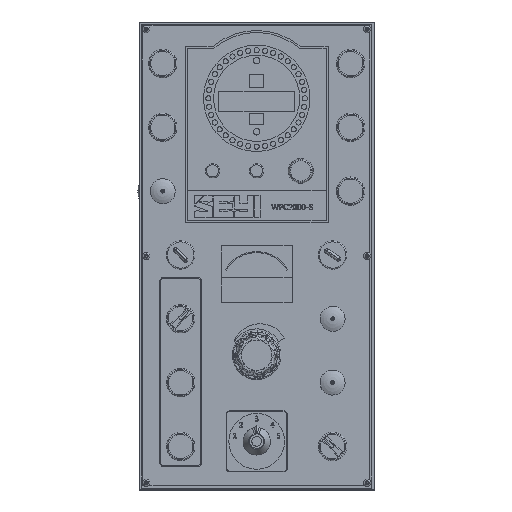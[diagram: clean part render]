
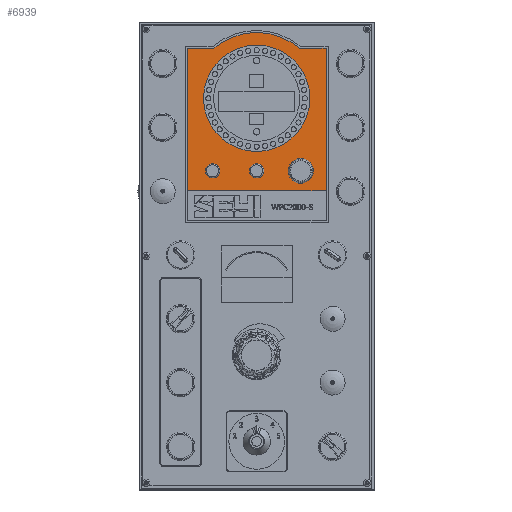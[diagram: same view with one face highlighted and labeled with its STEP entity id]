
A CAD part, top view. The second image highlights one B-rep face of the part: STEP entity #6939.
In plain terms, the highlighted planar face has unit normal (0, 0, 1).
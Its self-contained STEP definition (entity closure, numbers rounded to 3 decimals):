
#195 = EDGE_CURVE ( 'NONE', #16169, #9845, #7993, .T. ) ;
#296 = EDGE_CURVE ( 'NONE', #4063, #16169, #3571, .T. ) ;
#745 = VERTEX_POINT ( 'NONE', #26430 ) ;
#957 = CARTESIAN_POINT ( 'NONE',  ( -110.14, 200.403, 43.11 ) ) ;
#1006 = DIRECTION ( 'NONE',  ( 0., 0., 1. ) ) ;
#1316 = EDGE_CURVE ( 'NONE', #17694, #19453, #14806, .T. ) ;
#1440 = AXIS2_PLACEMENT_3D ( 'NONE', #27079, #7746, #32318 ) ;
#1652 = PLANE ( 'NONE',  #18549 ) ;
#1889 = DIRECTION ( 'NONE',  ( 1., 0., 0. ) ) ;
#2422 = ORIENTED_EDGE ( 'NONE', *, *, #26248, .F. ) ;
#2867 = ORIENTED_EDGE ( 'NONE', *, *, #19925, .F. ) ;
#3277 = AXIS2_PLACEMENT_3D ( 'NONE', #12308, #22763, #9177 ) ;
#3571 = LINE ( 'NONE', #26558, #15766 ) ;
#3695 = VECTOR ( 'NONE', #26534, 1000. ) ;
#3789 = CARTESIAN_POINT ( 'NONE',  ( -220.864, 200.403, 43.11 ) ) ;
#4063 = VERTEX_POINT ( 'NONE', #28388 ) ;
#4227 = CARTESIAN_POINT ( 'NONE',  ( -178.673, 59.956, 43.11 ) ) ;
#4314 = CARTESIAN_POINT ( 'NONE',  ( -136.483, 200.403, 43.11 ) ) ;
#4516 = VECTOR ( 'NONE', #31619, 1000. ) ;
#4780 = CARTESIAN_POINT ( 'NONE',  ( -143.323, 74.149, 43.11 ) ) ;
#4859 = CIRCLE ( 'NONE', #1440, 9.65 ) ;
#5236 = CIRCLE ( 'NONE', #12604, 52.5 ) ;
#5348 = CARTESIAN_POINT ( 'NONE',  ( -178.673, -4.684, 43.11 ) ) ;
#5872 = FACE_BOUND ( 'NONE', #7209, .T. ) ;
#5897 = CARTESIAN_POINT ( 'NONE',  ( -178.673, 200.403, 43.11 ) ) ;
#6405 = LINE ( 'NONE', #23654, #31190 ) ;
#6939 = ADVANCED_FACE ( 'NONE', ( #29387, #5872, #28880, #22079, #23634 ), #1652, .T. ) ;
#7209 = EDGE_LOOP ( 'NONE', ( #8783, #11441, #20825, #18230 ) ) ;
#7746 = DIRECTION ( 'NONE',  ( 0., 0., 1. ) ) ;
#7838 = EDGE_CURVE ( 'NONE', #27467, #4063, #4859, .T. ) ;
#7993 = CIRCLE ( 'NONE', #17594, 9.65 ) ;
#8423 = DIRECTION ( 'NONE',  ( 1., 0., 0. ) ) ;
#8783 = ORIENTED_EDGE ( 'NONE', *, *, #7838, .F. ) ;
#8873 = ORIENTED_EDGE ( 'NONE', *, *, #1316, .F. ) ;
#9081 = EDGE_CURVE ( 'NONE', #19453, #32227, #11349, .T. ) ;
#9177 = DIRECTION ( 'NONE',  ( 1., 0., 0. ) ) ;
#9219 = VECTOR ( 'NONE', #8423, 1000. ) ;
#9752 = CARTESIAN_POINT ( 'NONE',  ( -172.173, 79.316, 43.11 ) ) ;
#9845 = VERTEX_POINT ( 'NONE', #25246 ) ;
#11017 = EDGE_CURVE ( 'NONE', #11882, #27972, #6405, .T. ) ;
#11349 = CIRCLE ( 'NONE', #32207, 65. ) ;
#11441 = ORIENTED_EDGE ( 'NONE', *, *, #11784, .F. ) ;
#11542 = CARTESIAN_POINT ( 'NONE',  ( -178.673, 150.956, 43.11 ) ) ;
#11784 = EDGE_CURVE ( 'NONE', #9845, #27467, #18521, .T. ) ;
#11882 = VERTEX_POINT ( 'NONE', #957 ) ;
#12308 = CARTESIAN_POINT ( 'NONE',  ( -222.173, 79.316, 43.11 ) ) ;
#12442 = DIRECTION ( 'NONE',  ( 0., -1., 0. ) ) ;
#12604 = AXIS2_PLACEMENT_3D ( 'NONE', #23412, #14036, #21855 ) ;
#12968 = CIRCLE ( 'NONE', #17350, 6.5 ) ;
#14036 = DIRECTION ( 'NONE',  ( 0., 0., -1. ) ) ;
#14226 = DIRECTION ( 'NONE',  ( 1., 0., 0. ) ) ;
#14806 = LINE ( 'NONE', #5897, #28192 ) ;
#15482 = VERTEX_POINT ( 'NONE', #9752 ) ;
#15766 = VECTOR ( 'NONE', #12442, 1000. ) ;
#16169 = VERTEX_POINT ( 'NONE', #4780 ) ;
#17051 = ORIENTED_EDGE ( 'NONE', *, *, #11017, .F. ) ;
#17350 = AXIS2_PLACEMENT_3D ( 'NONE', #30457, #28363, #14226 ) ;
#17523 = ORIENTED_EDGE ( 'NONE', *, *, #9081, .F. ) ;
#17594 = AXIS2_PLACEMENT_3D ( 'NONE', #28788, #1006, #21976 ) ;
#17694 = VERTEX_POINT ( 'NONE', #17917 ) ;
#17917 = CARTESIAN_POINT ( 'NONE',  ( -247.207, 200.403, 43.11 ) ) ;
#18230 = ORIENTED_EDGE ( 'NONE', *, *, #296, .F. ) ;
#18327 = LINE ( 'NONE', #4227, #9219 ) ;
#18359 = DIRECTION ( 'NONE',  ( 0., 0., -1. ) ) ;
#18490 = EDGE_LOOP ( 'NONE', ( #18729, #21246, #17051, #2867, #17523, #8873 ) ) ;
#18521 = LINE ( 'NONE', #28485, #4516 ) ;
#18549 = AXIS2_PLACEMENT_3D ( 'NONE', #5348, #30997, #23620 ) ;
#18729 = ORIENTED_EDGE ( 'NONE', *, *, #22691, .F. ) ;
#18776 = CARTESIAN_POINT ( 'NONE',  ( -110.14, 59.956, 43.11 ) ) ;
#19453 = VERTEX_POINT ( 'NONE', #3789 ) ;
#19925 = EDGE_CURVE ( 'NONE', #32227, #11882, #22367, .T. ) ;
#20196 = CARTESIAN_POINT ( 'NONE',  ( -178.673, 200.403, 43.11 ) ) ;
#20825 = ORIENTED_EDGE ( 'NONE', *, *, #195, .F. ) ;
#21246 = ORIENTED_EDGE ( 'NONE', *, *, #23356, .T. ) ;
#21408 = EDGE_CURVE ( 'NONE', #745, #745, #28526, .T. ) ;
#21855 = DIRECTION ( 'NONE',  ( 1., 0., 0. ) ) ;
#21976 = DIRECTION ( 'NONE',  ( 1., 0., 0. ) ) ;
#22030 = DIRECTION ( 'NONE',  ( 1., 0., 0. ) ) ;
#22079 = FACE_BOUND ( 'NONE', #24020, .T. ) ;
#22367 = LINE ( 'NONE', #20196, #23163 ) ;
#22568 = VERTEX_POINT ( 'NONE', #25998 ) ;
#22691 = EDGE_CURVE ( 'NONE', #22568, #17694, #30742, .T. ) ;
#22763 = DIRECTION ( 'NONE',  ( 0., 0., 1. ) ) ;
#23159 = DIRECTION ( 'NONE',  ( 1., 0., 0. ) ) ;
#23163 = VECTOR ( 'NONE', #1889, 1000. ) ;
#23356 = EDGE_CURVE ( 'NONE', #22568, #27972, #18327, .T. ) ;
#23412 = CARTESIAN_POINT ( 'NONE',  ( -178.673, 150.956, 43.11 ) ) ;
#23620 = DIRECTION ( 'NONE',  ( 1., 0., 0. ) ) ;
#23634 = FACE_OUTER_BOUND ( 'NONE', #18490, .T. ) ;
#23654 = CARTESIAN_POINT ( 'NONE',  ( -110.14, -4.684, 43.11 ) ) ;
#24020 = EDGE_LOOP ( 'NONE', ( #2422 ) ) ;
#24678 = DIRECTION ( 'NONE',  ( 0., -1., 0. ) ) ;
#25246 = CARTESIAN_POINT ( 'NONE',  ( -127.023, 74.149, 43.11 ) ) ;
#25451 = EDGE_LOOP ( 'NONE', ( #25970 ) ) ;
#25970 = ORIENTED_EDGE ( 'NONE', *, *, #21408, .F. ) ;
#25998 = CARTESIAN_POINT ( 'NONE',  ( -247.207, 59.956, 43.11 ) ) ;
#26248 = EDGE_CURVE ( 'NONE', #15482, #15482, #12968, .T. ) ;
#26430 = CARTESIAN_POINT ( 'NONE',  ( -215.673, 79.316, 43.11 ) ) ;
#26534 = DIRECTION ( 'NONE',  ( 0., 1., 0. ) ) ;
#26558 = CARTESIAN_POINT ( 'NONE',  ( -143.323, 84.483, 43.11 ) ) ;
#26774 = EDGE_CURVE ( 'NONE', #31227, #31227, #5236, .T. ) ;
#27079 = CARTESIAN_POINT ( 'NONE',  ( -135.173, 79.316, 43.11 ) ) ;
#27467 = VERTEX_POINT ( 'NONE', #28267 ) ;
#27547 = CARTESIAN_POINT ( 'NONE',  ( -126.173, 150.956, 43.11 ) ) ;
#27972 = VERTEX_POINT ( 'NONE', #18776 ) ;
#28192 = VECTOR ( 'NONE', #23159, 1000. ) ;
#28267 = CARTESIAN_POINT ( 'NONE',  ( -127.023, 84.483, 43.11 ) ) ;
#28363 = DIRECTION ( 'NONE',  ( 0., 0., 1. ) ) ;
#28388 = CARTESIAN_POINT ( 'NONE',  ( -143.323, 84.483, 43.11 ) ) ;
#28485 = CARTESIAN_POINT ( 'NONE',  ( -127.023, 84.483, 43.11 ) ) ;
#28526 = CIRCLE ( 'NONE', #3277, 6.5 ) ;
#28587 = ORIENTED_EDGE ( 'NONE', *, *, #26774, .T. ) ;
#28788 = CARTESIAN_POINT ( 'NONE',  ( -135.173, 79.316, 43.11 ) ) ;
#28880 = FACE_BOUND ( 'NONE', #25451, .T. ) ;
#29387 = FACE_BOUND ( 'NONE', #30924, .T. ) ;
#29663 = CARTESIAN_POINT ( 'NONE',  ( -247.207, -4.684, 43.11 ) ) ;
#30457 = CARTESIAN_POINT ( 'NONE',  ( -178.673, 79.316, 43.11 ) ) ;
#30742 = LINE ( 'NONE', #29663, #3695 ) ;
#30924 = EDGE_LOOP ( 'NONE', ( #28587 ) ) ;
#30997 = DIRECTION ( 'NONE',  ( 0., 0., 1. ) ) ;
#31190 = VECTOR ( 'NONE', #24678, 1000. ) ;
#31227 = VERTEX_POINT ( 'NONE', #27547 ) ;
#31619 = DIRECTION ( 'NONE',  ( 0., 1., 0. ) ) ;
#32207 = AXIS2_PLACEMENT_3D ( 'NONE', #11542, #18359, #22030 ) ;
#32227 = VERTEX_POINT ( 'NONE', #4314 ) ;
#32318 = DIRECTION ( 'NONE',  ( 1., 0., 0. ) ) ;
